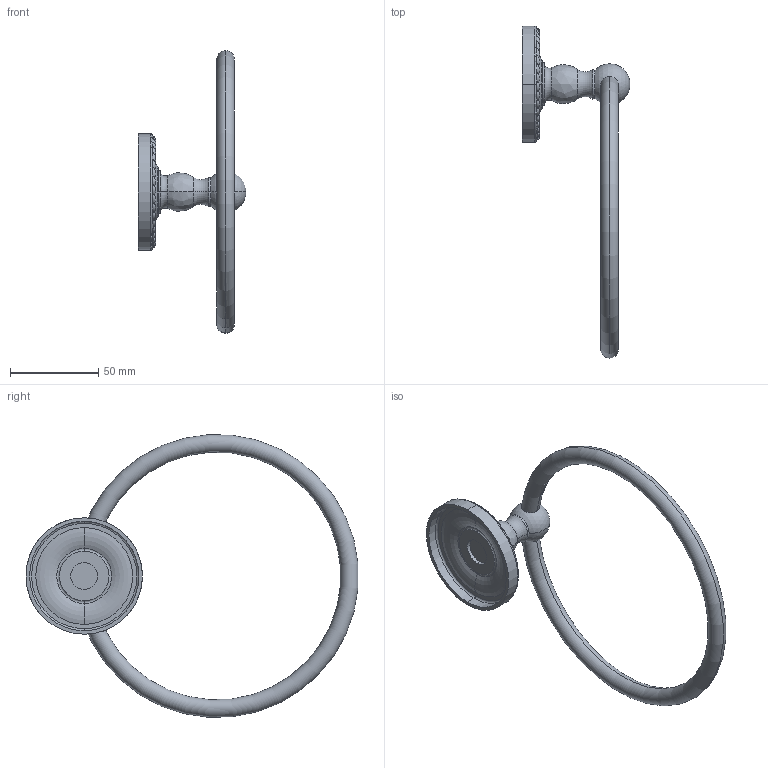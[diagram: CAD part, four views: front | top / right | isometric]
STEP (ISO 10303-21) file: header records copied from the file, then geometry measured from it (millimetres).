
FILE_DESCRIPTION((''),'2;1');
FILE_NAME('1505_WEB','2011-09-19T',('ravindrashirol'),(''),'PRO/ENGINEER BY PARAMETRIC TECHNOLOGY CORPORATION, 2009300','PRO/ENGINEER BY PARAMETRIC TECHNOLOGY CORPORATION, 2009300','');
FILE_SCHEMA(('CONFIG_CONTROL_DESIGN'));
Length unit declared in the file: inch
Products named in the file (1): 1505_WEB
Bounding box: 60.99 x 187.61 x 159.71 mm (x, y, z)
Volume: 60895.1 mm3; surface area: 27432.7 mm2
Topology: 1 solids, 1 shells, 156 faces, 540 edges, 315 vertices
Faces by surface type: bspline 78, sphere 40, torus 18, cylinder 10, plane 8, cone 2
Entity records: 8480 total; most frequent: CARTESIAN_POINT 4445, ORIENTED_EDGE 924, DIRECTION 836, EDGE_CURVE 462, AXIS2_PLACEMENT_3D 412, CIRCLE 334, VERTEX_POINT 315, EDGE_LOOP 165
